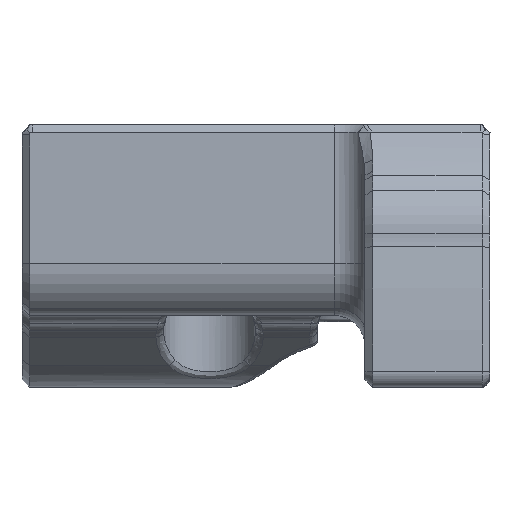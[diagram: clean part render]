
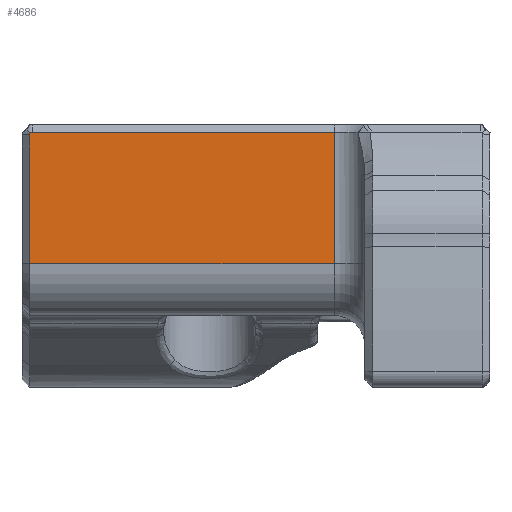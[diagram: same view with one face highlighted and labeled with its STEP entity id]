
A CAD part, left-side view. The second image highlights one B-rep face of the part: STEP entity #4686.
In plain terms, the highlighted planar face has unit normal (-1, 0, 0).
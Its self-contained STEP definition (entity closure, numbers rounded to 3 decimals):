
#51=ELLIPSE('',#5181,0.707,0.5);
#54=ELLIPSE('',#5185,0.707,0.5);
#388=PLANE('',#5187);
#592=FACE_OUTER_BOUND('',#907,.T.);
#907=EDGE_LOOP('',(#3590,#3591,#3592,#3593,#3594,#3595));
#1194=LINE('',#8517,#1413);
#1195=LINE('',#8519,#1414);
#1196=LINE('',#8521,#1415);
#1197=LINE('',#8522,#1416);
#1413=VECTOR('',#6155,10.);
#1414=VECTOR('',#6156,1000.);
#1415=VECTOR('',#6157,10.);
#1416=VECTOR('',#6158,10.);
#2092=VERTEX_POINT('',#8499);
#2093=VERTEX_POINT('',#8501);
#2096=VERTEX_POINT('',#8509);
#2098=VERTEX_POINT('',#8516);
#2099=VERTEX_POINT('',#8518);
#2100=VERTEX_POINT('',#8520);
#2632=EDGE_CURVE('',#2092,#2093,#51,.T.);
#2636=EDGE_CURVE('',#2093,#2096,#54,.T.);
#2640=EDGE_CURVE('',#2098,#2092,#1194,.T.);
#2641=EDGE_CURVE('',#2099,#2098,#1195,.T.);
#2642=EDGE_CURVE('',#2100,#2099,#1196,.T.);
#2643=EDGE_CURVE('',#2096,#2100,#1197,.T.);
#3590=ORIENTED_EDGE('',*,*,#2632,.F.);
#3591=ORIENTED_EDGE('',*,*,#2640,.F.);
#3592=ORIENTED_EDGE('',*,*,#2641,.F.);
#3593=ORIENTED_EDGE('',*,*,#2642,.F.);
#3594=ORIENTED_EDGE('',*,*,#2643,.F.);
#3595=ORIENTED_EDGE('',*,*,#2636,.F.);
#4686=ADVANCED_FACE('',(#592),#388,.F.);
#5181=AXIS2_PLACEMENT_3D('',#8502,#6138,#6139);
#5185=AXIS2_PLACEMENT_3D('',#8510,#6147,#6148);
#5187=AXIS2_PLACEMENT_3D('',#8515,#6153,#6154);
#6138=DIRECTION('center_axis',(1.,0.,0.));
#6139=DIRECTION('ref_axis',(0.,1.,0.));
#6147=DIRECTION('center_axis',(1.,0.,0.));
#6148=DIRECTION('ref_axis',(0.,0.,
1.));
#6153=DIRECTION('center_axis',(1.,0.,0.));
#6154=DIRECTION('ref_axis',(0.,1.,0.));
#6155=DIRECTION('',(0.,0.,1.));
#6156=DIRECTION('',(0.,1.,0.));
#6157=DIRECTION('',(0.,0.,-1.));
#6158=DIRECTION('',(0.,-1.,0.));
#8499=CARTESIAN_POINT('',(104.599,152.799,105.194));
#8501=CARTESIAN_POINT('',(104.599,152.774,105.327));
#8502=CARTESIAN_POINT('Origin',(104.599,152.092,105.194));
#8509=CARTESIAN_POINT('',(104.599,152.641,105.353));
#8510=CARTESIAN_POINT('Origin',(104.599,152.641,104.646));
#8515=CARTESIAN_POINT('Origin',(104.599,79.505,105.853));
#8516=CARTESIAN_POINT('',(104.599,152.799,96.805));
#8517=CARTESIAN_POINT('',(104.599,152.799,101.329));
#8518=CARTESIAN_POINT('',(104.599,132.954,96.805));
#8519=CARTESIAN_POINT('',(104.599,79.505,96.805));
#8520=CARTESIAN_POINT('',(104.599,132.954,105.353));
#8521=CARTESIAN_POINT('',(104.599,132.954,97.279));
#8522=CARTESIAN_POINT('',(104.599,105.002,105.353));
